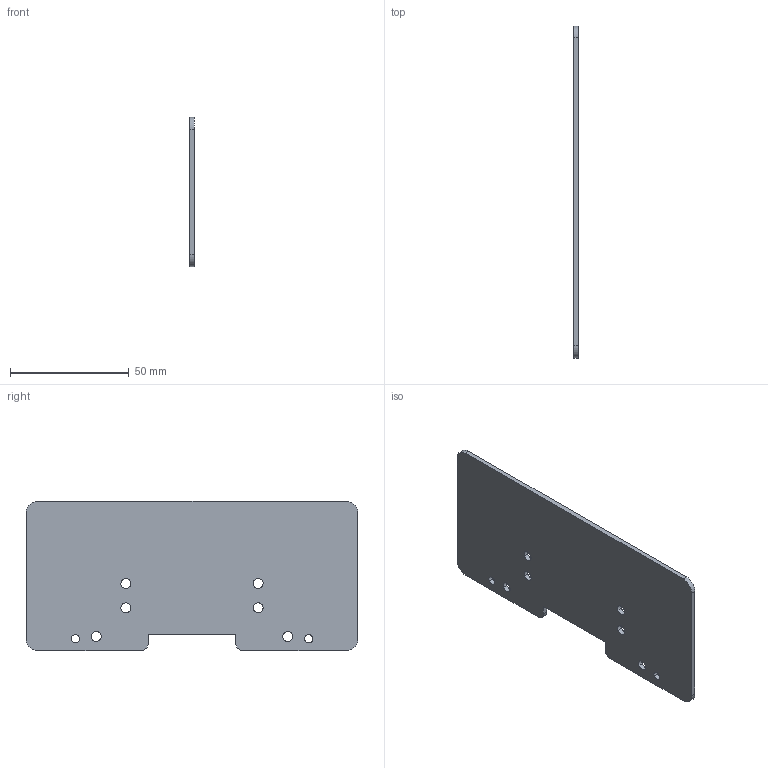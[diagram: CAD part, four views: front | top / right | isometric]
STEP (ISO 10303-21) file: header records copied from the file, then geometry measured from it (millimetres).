
FILE_DESCRIPTION(('CATIA V5 STEP Exchange','CAx-IF Rec.Pracs.--- Model Styling and Organization---1.4--- 2014-01-23'),'2;1');
FILE_NAME ('D1448110_1', '2023-06-26T07:56:11+00:00', ('none'), ('Weidmueller'), 'CATIA Version 5-6 Release 2016 SP3 HF44', 'CATIA V5 STEP AP214', 'none');
FILE_SCHEMA(('AUTOMOTIVE_DESIGN { 1 0 10303 214 1 1 1 1 }'));
Length unit declared in the file: millimetre
Products named in the file (1): 1067100000_WTW_WFF35
Bounding box: 2 x 140 x 63 mm (x, y, z)
Volume: 16866.6 mm3; surface area: 17886.6 mm2
Topology: 1 solids, 1 shells, 32 faces, 90 edges, 60 vertices
Faces by surface type: cylinder 22, plane 10
Entity records: 1219 total; most frequent: CARTESIAN_POINT 358, ORIENTED_EDGE 180, DIRECTION 142, EDGE_CURVE 90, AXIS2_PLACEMENT_3D 66, VERTEX_POINT 60, EDGE_LOOP 48, VECTOR 46
